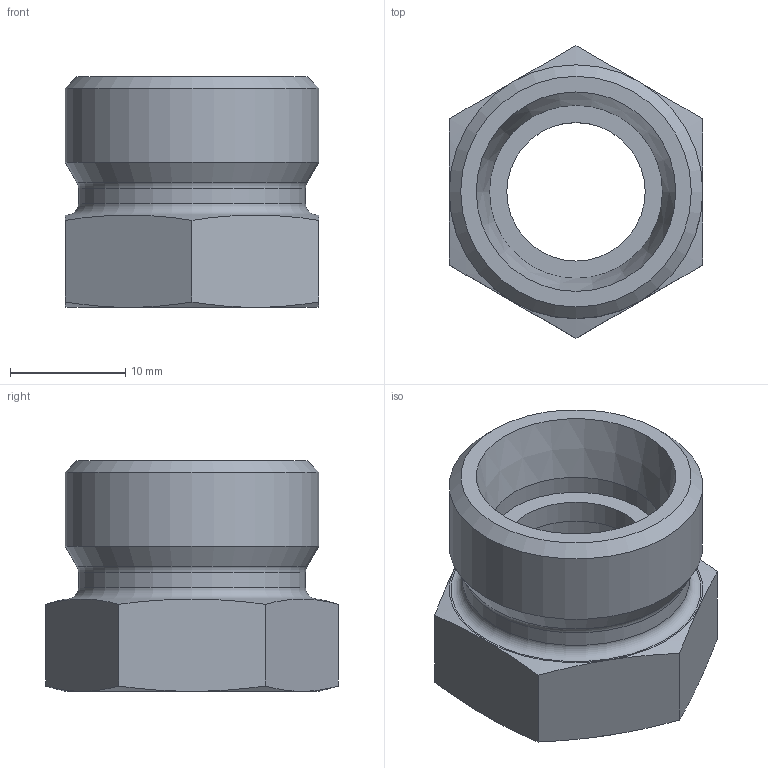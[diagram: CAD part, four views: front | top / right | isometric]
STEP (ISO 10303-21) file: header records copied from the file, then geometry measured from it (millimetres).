
FILE_DESCRIPTION((''),'2;1');
FILE_NAME('6522215.stp','2014-09-09T13:50:22',(''),('KNOMI spol. s r. o.'),'Autodesk Inventor 2012','Autodesk Inventor 2012','');
FILE_SCHEMA(('AUTOMOTIVE_DESIGN { 1 2 10303 214 0 1 1 1 }'));
Length unit declared in the file: millimetre
Products named in the file (1): Nátrubek let
Bounding box: 22 x 25.4 x 20 mm (x, y, z)
Volume: 4006 mm3; surface area: 2913.5 mm2
Topology: 1 solids, 1 shells, 34 faces, 69 edges, 40 vertices
Faces by surface type: cone 16, plane 11, cylinder 5, torus 2
Full cylindrical faces by diameter (mm): 12 x1, 15 x1, 15.15 x1, 19.7 x1, 22 x1
Entity records: 818 total; most frequent: CARTESIAN_POINT 179, DIRECTION 130, ORIENTED_EDGE 114, AXIS2_PLACEMENT_3D 62, EDGE_CURVE 57, EDGE_LOOP 50, VERTEX_POINT 39, FACE_OUTER_BOUND 34
